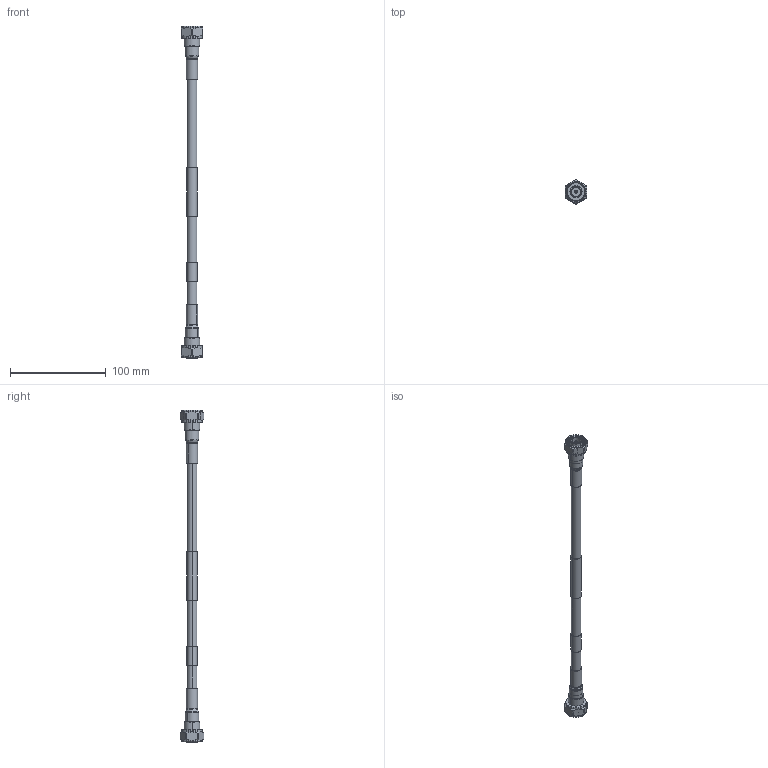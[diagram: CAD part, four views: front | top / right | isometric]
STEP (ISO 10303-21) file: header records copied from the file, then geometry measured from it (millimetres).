
FILE_DESCRIPTION (( 'STEP AP214' ), '1' );
FILE_NAME ('FMCA2050_3D.step', '2025-07-24T19:26:34', ( '' ), ( '' ), 'SwSTEP 2.0', 'SolidWorks 2022', '' );
FILE_SCHEMA (( 'AUTOMOTIVE_DESIGN' ));
Length unit declared in the file: inch
Products named in the file (4): TC-375-4310M-LP; HeatShrink_CA-400_10; FMCA2050_3D; SPP-375-LLPL_W_LABEL & PIM
Assembly tree (5 placements, depth 2):
  FMCA2050_3D
    SPP-375-LLPL_W_LABEL & PIM
    TC-375-4310M-LP  x2
    HeatShrink_CA-400_10  x2
Bounding box: 22 x 24.61 x 347.34 mm (x, y, z)
Volume: 37061.2 mm3; surface area: 24431 mm2
Topology: 5 solids, 7 shells, 270 faces, 628 edges, 386 vertices
Faces by surface type: cylinder 132, cone 68, plane 48, torus 16, bspline 6
Entity records: 5985 total; most frequent: CARTESIAN_POINT 2361, DIRECTION 712, ORIENTED_EDGE 658, EDGE_CURVE 329, AXIS2_PLACEMENT_3D 297, VERTEX_POINT 203, EDGE_LOOP 158, CIRCLE 149
